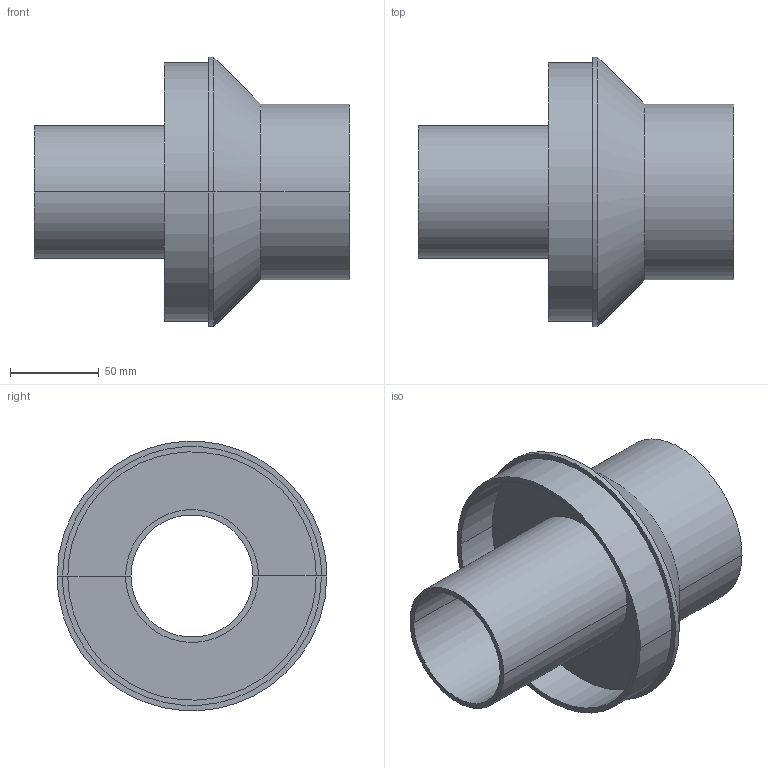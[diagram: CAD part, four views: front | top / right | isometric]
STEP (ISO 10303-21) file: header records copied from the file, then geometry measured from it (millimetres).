
FILE_DESCRIPTION(/* description */ (''),/* implementation_level */ '2;1');
FILE_NAME(/* name */ '8 - Outlet',/* time_stamp */ '2024-01-12T11:40:45-06:00',/* author */ (''),/* organization */ (''),/* preprocessor_version */ 'ST-DEVELOPER v16.5',/* originating_system */ 'Rhino 7.34',/* authorisation */ '');
FILE_SCHEMA (('CONFIG_CONTROL_DESIGN'));
Length unit declared in the file: inch
Products named in the file (1): Document
Bounding box: 177.46 x 151.82 x 151.61 mm (x, y, z)
Volume: 383303.6 mm3; surface area: 136355 mm2
Topology: 1 solids, 1 shells, 28 faces, 56 edges, 28 vertices
Faces by surface type: cylinder 14, plane 10, bspline 4
Entity records: 764 total; most frequent: CARTESIAN_POINT 290, ORIENTED_EDGE 112, EDGE_CURVE 56, ADVANCED_FACE 28, FACE_OUTER_BOUND 28, EDGE_LOOP 28, B_SPLINE_CURVE_WITH_KNOTS 28, VERTEX_POINT 28
